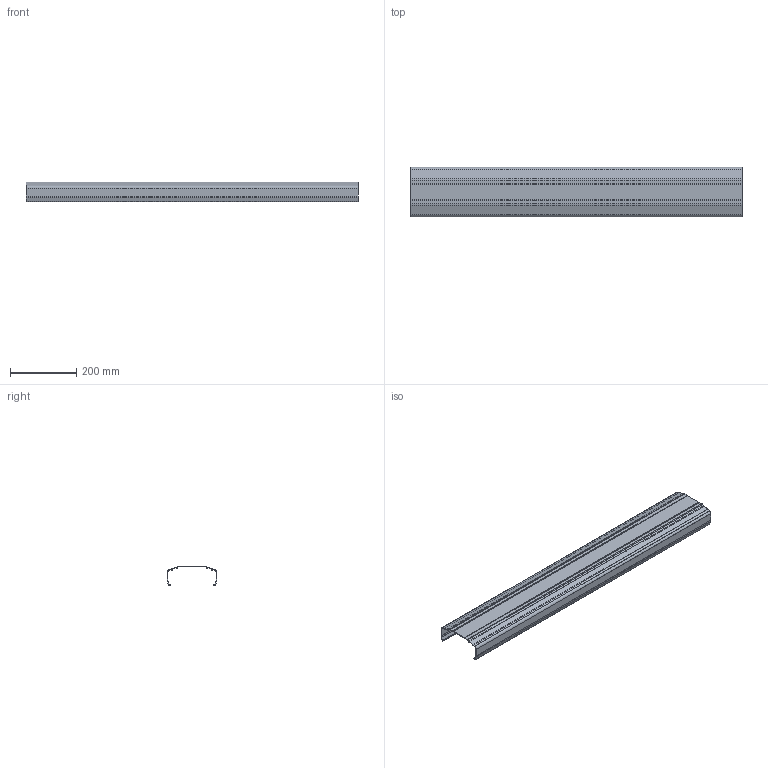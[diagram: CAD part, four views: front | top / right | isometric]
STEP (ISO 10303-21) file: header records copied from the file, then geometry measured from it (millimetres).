
FILE_DESCRIPTION(('CATIA V5 STEP Exchange','CAx-IF Rec.Pracs.--- Model Styling and Organization---1.4--- 2014-01-23'),'2;1');
FILE_NAME ('D1463733_0', '2020-11-19T10:29:25+00:00', ('none'), ('Weidmueller'), 'CATIA Version 5-6 Release 2016 SP3 HF44', 'CATIA V5 STEP AP214', 'none');
FILE_SCHEMA(('AUTOMOTIVE_DESIGN { 1 0 10303 214 1 1 1 1 }'));
Length unit declared in the file: millimetre
Products named in the file (1): 2710140000
Bounding box: 1000 x 148.5 x 58.99 mm (x, y, z)
Volume: 401030.3 mm3; surface area: 538502.9 mm2
Topology: 1 solids, 1 shells, 86 faces, 252 edges, 168 vertices
Faces by surface type: plane 48, cylinder 38
Entity records: 2784 total; most frequent: ORIENTED_EDGE 504, CARTESIAN_POINT 499, DIRECTION 408, EDGE_CURVE 252, VECTOR 176, LINE 176, VERTEX_POINT 168, AXIS2_PLACEMENT_3D 155
